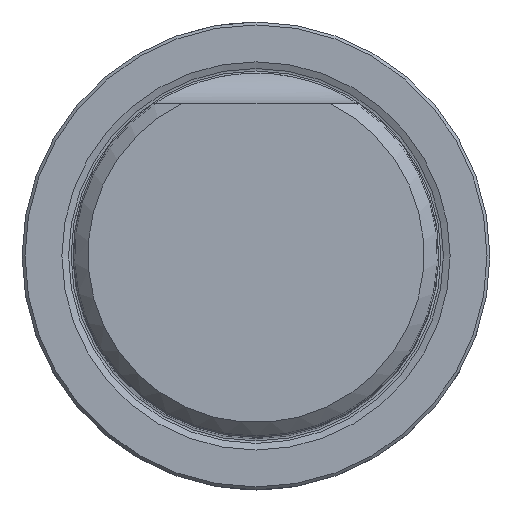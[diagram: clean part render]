
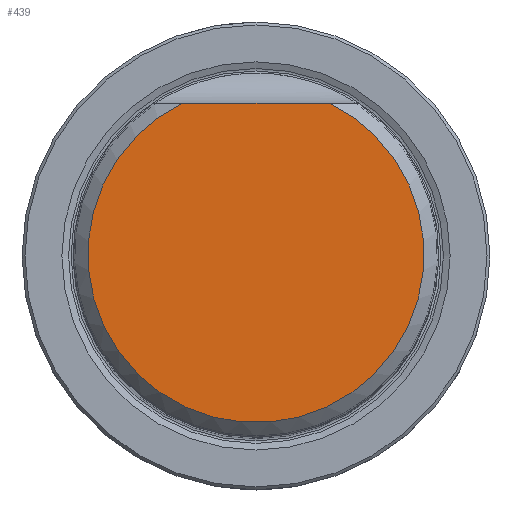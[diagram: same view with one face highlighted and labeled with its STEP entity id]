
A CAD part, top view. The second image highlights one B-rep face of the part: STEP entity #439.
In plain terms, the highlighted planar face has unit normal (0, 0, 1).
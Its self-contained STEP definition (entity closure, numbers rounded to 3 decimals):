
#231=PLANE('',#4565);
#439=ADVANCED_FACE('CU_SU_1',(#741),#231,.F.);
#741=FACE_OUTER_BOUND('',#979,.T.);
#979=EDGE_LOOP('',(#2150,#2151));
#1251=CIRCLE('',#4564,11.497);
#1379=LINE('',#6880,#1604);
#1604=VECTOR('',#5168,1.);
#2150=ORIENTED_EDGE('',*,*,#3762,.F.);
#2151=ORIENTED_EDGE('',*,*,#3763,.F.);
#3333=VERTEX_POINT('',#6878);
#3334=VERTEX_POINT('',#6879);
#3762=EDGE_CURVE('',#3333,#3334,#1251,.T.);
#3763=EDGE_CURVE('',#3334,#3333,#1379,.T.);
#4564=AXIS2_PLACEMENT_3D('',#6877,#5166,#5167);
#4565=AXIS2_PLACEMENT_3D('',#6881,#5169,#5170);
#5166=DIRECTION('',(0.,0.,-1.));
#5167=DIRECTION('',(0.,-1.,0.));
#5168=DIRECTION('',(1.,0.,0.));
#5169=DIRECTION('',(0.,0.,-1.));
#5170=DIRECTION('',(0.,-1.,0.));
#6877=CARTESIAN_POINT('',(0.,0.,56.));
#6878=CARTESIAN_POINT('',(4.999,10.353,56.));
#6879=CARTESIAN_POINT('',(-4.999,10.353,56.));
#6880=CARTESIAN_POINT('',(-12.497,10.353,56.));
#6881=CARTESIAN_POINT('',(0.,0.,56.));
